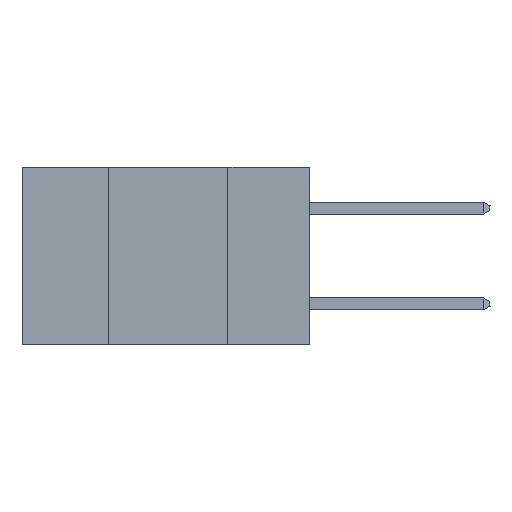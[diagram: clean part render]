
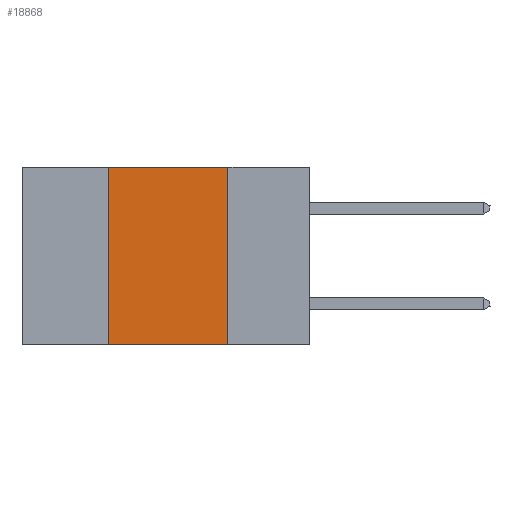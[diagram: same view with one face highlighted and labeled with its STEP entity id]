
A CAD part, left-side view. The second image highlights one B-rep face of the part: STEP entity #18868.
In plain terms, the highlighted planar face has unit normal (-1, 0, 0).
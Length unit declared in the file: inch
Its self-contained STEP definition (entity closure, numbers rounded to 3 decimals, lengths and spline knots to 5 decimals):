
#976 = DIRECTION ( 'NONE',  ( 0., 0., 1. ) ) ;
#1107 = CARTESIAN_POINT ( 'NONE',  ( 0., 0.6, 0. ) ) ;
#1952 = LINE ( 'NONE', #1107, #26722 ) ;
#2841 = AXIS2_PLACEMENT_3D ( 'NONE', #5696, #8403, #3381 ) ;
#3381 = DIRECTION ( 'NONE',  ( 0., 0., -1. ) ) ;
#3898 = EDGE_CURVE ( 'NONE', #11101, #6055, #15574, .T. ) ;
#4273 = EDGE_LOOP ( 'NONE', ( #27801, #9342, #29559, #28287 ) ) ;
#4914 = EDGE_CURVE ( 'NONE', #6055, #11021, #1952, .T. ) ;
#5696 = CARTESIAN_POINT ( 'NONE',  ( 0., 0.6, 0. ) ) ;
#6055 = VERTEX_POINT ( 'NONE', #12481 ) ;
#6201 = CARTESIAN_POINT ( 'NONE',  ( 0., 0.42, -0.37 ) ) ;
#7186 = VECTOR ( 'NONE', #976, 39.37008 ) ;
#8180 = VERTEX_POINT ( 'NONE', #11409 ) ;
#8403 = DIRECTION ( 'NONE',  ( 1., 0., 0. ) ) ;
#8569 = DIRECTION ( 'NONE',  ( 0., -1., 0. ) ) ;
#9342 = ORIENTED_EDGE ( 'NONE', *, *, #4914, .F. ) ;
#11021 = VERTEX_POINT ( 'NONE', #22483 ) ;
#11101 = VERTEX_POINT ( 'NONE', #6201 ) ;
#11409 = CARTESIAN_POINT ( 'NONE',  ( 0., 0.17, -0.37 ) ) ;
#12481 = CARTESIAN_POINT ( 'NONE',  ( 0., 0.42, 0. ) ) ;
#13014 = LINE ( 'NONE', #26773, #27817 ) ;
#13547 = EDGE_CURVE ( 'NONE', #11101, #8180, #13014, .T. ) ;
#14848 = DIRECTION ( 'NONE',  ( 0., 0., -1. ) ) ;
#15574 = LINE ( 'NONE', #31521, #7186 ) ;
#18362 = PLANE ( 'NONE',  #2841 ) ;
#18868 = ADVANCED_FACE ( 'NONE', ( #20913 ), #18362, .F. ) ;
#20913 = FACE_OUTER_BOUND ( 'NONE', #4273, .T. ) ;
#22483 = CARTESIAN_POINT ( 'NONE',  ( 0., 0.17, 0. ) ) ;
#23915 = DIRECTION ( 'NONE',  ( 0., -1., 0. ) ) ;
#26722 = VECTOR ( 'NONE', #8569, 39.37008 ) ;
#26773 = CARTESIAN_POINT ( 'NONE',  ( 0., 0.6, -0.37 ) ) ;
#27470 = LINE ( 'NONE', #29954, #33100 ) ;
#27801 = ORIENTED_EDGE ( 'NONE', *, *, #31094, .F. ) ;
#27817 = VECTOR ( 'NONE', #23915, 39.37008 ) ;
#28287 = ORIENTED_EDGE ( 'NONE', *, *, #13547, .T. ) ;
#29559 = ORIENTED_EDGE ( 'NONE', *, *, #3898, .F. ) ;
#29954 = CARTESIAN_POINT ( 'NONE',  ( 0., 0.17, 0. ) ) ;
#31094 = EDGE_CURVE ( 'NONE', #11021, #8180, #27470, .T. ) ;
#31521 = CARTESIAN_POINT ( 'NONE',  ( 0., 0.42, 0. ) ) ;
#33100 = VECTOR ( 'NONE', #14848, 39.37008 ) ;
